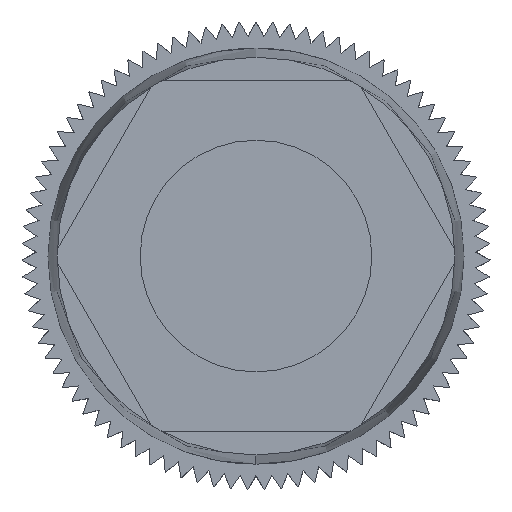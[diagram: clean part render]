
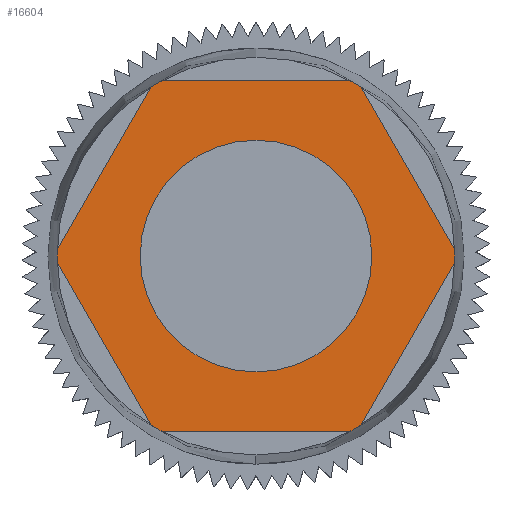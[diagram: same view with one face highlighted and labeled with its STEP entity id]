
A CAD part, front view. The second image highlights one B-rep face of the part: STEP entity #16604.
In plain terms, the highlighted planar face has unit normal (0, -1, 0).
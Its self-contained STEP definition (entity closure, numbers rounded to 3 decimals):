
#440 = CARTESIAN_POINT ( 'NONE',  ( 0., -60., 0. ) ) ;
#586 = EDGE_CURVE ( 'NONE', #14884, #22891, #1082, .T. ) ;
#914 = PLANE ( 'NONE',  #15661 ) ;
#966 = DIRECTION ( 'NONE',  ( 0., -1., 0. ) ) ;
#1082 = CIRCLE ( 'NONE', #19341, 8.5 ) ;
#1238 = ORIENTED_EDGE ( 'NONE', *, *, #2719, .T. ) ;
#1713 = CIRCLE ( 'NONE', #29271, 4.95 ) ;
#1796 = EDGE_CURVE ( 'NONE', #18371, #6909, #3027, .T. ) ;
#2090 = CIRCLE ( 'NONE', #33607, 8.5 ) ;
#2413 = ORIENTED_EDGE ( 'NONE', *, *, #20173, .F. ) ;
#2719 = EDGE_CURVE ( 'NONE', #10227, #19338, #8383, .T. ) ;
#3027 = CIRCLE ( 'NONE', #7593, 8.5 ) ;
#3090 = DIRECTION ( 'NONE',  ( 0., 0., -1. ) ) ;
#3257 = CARTESIAN_POINT ( 'NONE',  ( -6.495, -60., -3.75 ) ) ;
#3546 = CARTESIAN_POINT ( 'NONE',  ( 8.495, -60., -0.286 ) ) ;
#3570 = DIRECTION ( 'NONE',  ( 0., 1., 0. ) ) ;
#3577 = EDGE_LOOP ( 'NONE', ( #20053, #32400, #5526, #10245, #11719, #28888, #13993, #1238, #11591, #8745, #6877, #9886 ) ) ;
#3629 = EDGE_CURVE ( 'NONE', #17777, #32496, #11674, .T. ) ;
#3728 = EDGE_CURVE ( 'NONE', #17777, #24408, #2090, .T. ) ;
#4047 = CARTESIAN_POINT ( 'NONE',  ( 0., -60., -4.95 ) ) ;
#4489 = EDGE_CURVE ( 'NONE', #14884, #18181, #26499, .T. ) ;
#4557 = VERTEX_POINT ( 'NONE', #4047 ) ;
#4845 = DIRECTION ( 'NONE',  ( 0.5, 0., 0.866 ) ) ;
#4939 = AXIS2_PLACEMENT_3D ( 'NONE', #22536, #6662, #25242 ) ;
#5266 = DIRECTION ( 'NONE',  ( -0.5, 0., -0.866 ) ) ;
#5526 = ORIENTED_EDGE ( 'NONE', *, *, #3629, .F. ) ;
#6161 = VECTOR ( 'NONE', #14388, 1000. ) ;
#6202 = CIRCLE ( 'NONE', #20787, 8.5 ) ;
#6662 = DIRECTION ( 'NONE',  ( 0., -1., 0. ) ) ;
#6877 = ORIENTED_EDGE ( 'NONE', *, *, #4489, .F. ) ;
#6909 = VERTEX_POINT ( 'NONE', #7838 ) ;
#7078 = CARTESIAN_POINT ( 'NONE',  ( 0., -60., 0. ) ) ;
#7239 = EDGE_CURVE ( 'NONE', #16490, #32496, #32367, .T. ) ;
#7501 = CARTESIAN_POINT ( 'NONE',  ( 0., -60., 0. ) ) ;
#7593 = AXIS2_PLACEMENT_3D ( 'NONE', #10829, #29315, #13490 ) ;
#7838 = CARTESIAN_POINT ( 'NONE',  ( 4.495, -60., -7.214 ) ) ;
#7936 = DIRECTION ( 'NONE',  ( -1., 0., 0. ) ) ;
#8383 = CIRCLE ( 'NONE', #8482, 8.5 ) ;
#8482 = AXIS2_PLACEMENT_3D ( 'NONE', #7501, #26062, #10178 ) ;
#8745 = ORIENTED_EDGE ( 'NONE', *, *, #24258, .T. ) ;
#8925 = DIRECTION ( 'NONE',  ( 0., -1., 0. ) ) ;
#9069 = CARTESIAN_POINT ( 'NONE',  ( 0., -60., 0. ) ) ;
#9758 = DIRECTION ( 'NONE',  ( 0., 0., -1. ) ) ;
#9886 = ORIENTED_EDGE ( 'NONE', *, *, #586, .T. ) ;
#10178 = DIRECTION ( 'NONE',  ( 0., 0., 1. ) ) ;
#10227 = VERTEX_POINT ( 'NONE', #3546 ) ;
#10245 = ORIENTED_EDGE ( 'NONE', *, *, #3728, .T. ) ;
#10829 = CARTESIAN_POINT ( 'NONE',  ( 0., -60., 0. ) ) ;
#11077 = VECTOR ( 'NONE', #7936, 1000. ) ;
#11547 = VECTOR ( 'NONE', #33702, 1000. ) ;
#11591 = ORIENTED_EDGE ( 'NONE', *, *, #25139, .F. ) ;
#11674 = LINE ( 'NONE', #3257, #25795 ) ;
#11719 = ORIENTED_EDGE ( 'NONE', *, *, #17483, .F. ) ;
#11751 = AXIS2_PLACEMENT_3D ( 'NONE', #440, #19017, #3090 ) ;
#11761 = DIRECTION ( 'NONE',  ( 0., 0., 1. ) ) ;
#13253 = VERTEX_POINT ( 'NONE', #28348 ) ;
#13490 = DIRECTION ( 'NONE',  ( 0., 0., 1. ) ) ;
#13526 = CARTESIAN_POINT ( 'NONE',  ( 8.495, -60., 0.286 ) ) ;
#13993 = ORIENTED_EDGE ( 'NONE', *, *, #33002, .F. ) ;
#14388 = DIRECTION ( 'NONE',  ( 1., 0., 0. ) ) ;
#14427 = EDGE_LOOP ( 'NONE', ( #2413, #31534 ) ) ;
#14602 = VECTOR ( 'NONE', #4845, 1000. ) ;
#14884 = VERTEX_POINT ( 'NONE', #31076 ) ;
#15032 = CARTESIAN_POINT ( 'NONE',  ( -4., -60., -7.5 ) ) ;
#15208 = CARTESIAN_POINT ( 'NONE',  ( 6.495, -60., 3.75 ) ) ;
#15403 = VERTEX_POINT ( 'NONE', #27533 ) ;
#15661 = AXIS2_PLACEMENT_3D ( 'NONE', #32516, #3570, #22112 ) ;
#16490 = VERTEX_POINT ( 'NONE', #26773 ) ;
#16604 = ADVANCED_FACE ( 'NONE', ( #26917, #33924 ), #914, .F. ) ;
#16861 = CARTESIAN_POINT ( 'NONE',  ( 0., -60., 0. ) ) ;
#17483 = EDGE_CURVE ( 'NONE', #18371, #24408, #33012, .T. ) ;
#17777 = VERTEX_POINT ( 'NONE', #22392 ) ;
#18181 = VERTEX_POINT ( 'NONE', #24010 ) ;
#18371 = VERTEX_POINT ( 'NONE', #32758 ) ;
#19017 = DIRECTION ( 'NONE',  ( 0., -1., 0. ) ) ;
#19338 = VERTEX_POINT ( 'NONE', #13526 ) ;
#19341 = AXIS2_PLACEMENT_3D ( 'NONE', #9069, #27599, #11761 ) ;
#19553 = DIRECTION ( 'NONE',  ( 0., 0., 1. ) ) ;
#20053 = ORIENTED_EDGE ( 'NONE', *, *, #27815, .F. ) ;
#20173 = EDGE_CURVE ( 'NONE', #4557, #15403, #1713, .T. ) ;
#20787 = AXIS2_PLACEMENT_3D ( 'NONE', #16861, #966, #19553 ) ;
#21163 = CARTESIAN_POINT ( 'NONE',  ( 0., -60., -7.5 ) ) ;
#21627 = LINE ( 'NONE', #33905, #14602 ) ;
#21691 = DIRECTION ( 'NONE',  ( -0.5, 0., 0.866 ) ) ;
#22112 = DIRECTION ( 'NONE',  ( 0., 0., 1. ) ) ;
#22392 = CARTESIAN_POINT ( 'NONE',  ( -4.495, -60., -7.214 ) ) ;
#22536 = CARTESIAN_POINT ( 'NONE',  ( 0., -60., 0. ) ) ;
#22891 = VERTEX_POINT ( 'NONE', #27813 ) ;
#23510 = LINE ( 'NONE', #23814, #28883 ) ;
#23814 = CARTESIAN_POINT ( 'NONE',  ( 6.495, -60., -3.75 ) ) ;
#24010 = CARTESIAN_POINT ( 'NONE',  ( 4., -60., 7.5 ) ) ;
#24258 = EDGE_CURVE ( 'NONE', #13253, #18181, #6202, .T. ) ;
#24408 = VERTEX_POINT ( 'NONE', #15032 ) ;
#24835 = CARTESIAN_POINT ( 'NONE',  ( 0., -60., 0. ) ) ;
#25139 = EDGE_CURVE ( 'NONE', #13253, #19338, #31824, .T. ) ;
#25242 = DIRECTION ( 'NONE',  ( 0., 0., 1. ) ) ;
#25645 = DIRECTION ( 'NONE',  ( 0., -1., 0. ) ) ;
#25795 = VECTOR ( 'NONE', #21691, 1000. ) ;
#26062 = DIRECTION ( 'NONE',  ( 0., -1., 0. ) ) ;
#26488 = EDGE_CURVE ( 'NONE', #15403, #4557, #32105, .T. ) ;
#26499 = LINE ( 'NONE', #30224, #6161 ) ;
#26773 = CARTESIAN_POINT ( 'NONE',  ( -8.495, -60., 0.286 ) ) ;
#26851 = CARTESIAN_POINT ( 'NONE',  ( -8.495, -60., -0.286 ) ) ;
#26917 = FACE_BOUND ( 'NONE', #14427, .T. ) ;
#27473 = DIRECTION ( 'NONE',  ( 0., 0., 1. ) ) ;
#27533 = CARTESIAN_POINT ( 'NONE',  ( 0., -60., 4.95 ) ) ;
#27599 = DIRECTION ( 'NONE',  ( 0., -1., 0. ) ) ;
#27813 = CARTESIAN_POINT ( 'NONE',  ( -4.495, -60., 7.214 ) ) ;
#27815 = EDGE_CURVE ( 'NONE', #16490, #22891, #21627, .T. ) ;
#28348 = CARTESIAN_POINT ( 'NONE',  ( 4.495, -60., 7.214 ) ) ;
#28883 = VECTOR ( 'NONE', #5266, 1000. ) ;
#28888 = ORIENTED_EDGE ( 'NONE', *, *, #1796, .T. ) ;
#29271 = AXIS2_PLACEMENT_3D ( 'NONE', #7078, #25645, #9758 ) ;
#29315 = DIRECTION ( 'NONE',  ( 0., -1., 0. ) ) ;
#30224 = CARTESIAN_POINT ( 'NONE',  ( 0., -60., 7.5 ) ) ;
#31076 = CARTESIAN_POINT ( 'NONE',  ( -4., -60., 7.5 ) ) ;
#31534 = ORIENTED_EDGE ( 'NONE', *, *, #26488, .F. ) ;
#31824 = LINE ( 'NONE', #15208, #11547 ) ;
#32105 = CIRCLE ( 'NONE', #11751, 4.95 ) ;
#32367 = CIRCLE ( 'NONE', #4939, 8.5 ) ;
#32400 = ORIENTED_EDGE ( 'NONE', *, *, #7239, .T. ) ;
#32496 = VERTEX_POINT ( 'NONE', #26851 ) ;
#32516 = CARTESIAN_POINT ( 'NONE',  ( 0., -60., 0. ) ) ;
#32758 = CARTESIAN_POINT ( 'NONE',  ( 4., -60., -7.5 ) ) ;
#33002 = EDGE_CURVE ( 'NONE', #10227, #6909, #23510, .T. ) ;
#33012 = LINE ( 'NONE', #21163, #11077 ) ;
#33607 = AXIS2_PLACEMENT_3D ( 'NONE', #24835, #8925, #27473 ) ;
#33702 = DIRECTION ( 'NONE',  ( 0.5, 0., -0.866 ) ) ;
#33905 = CARTESIAN_POINT ( 'NONE',  ( -6.495, -60., 3.75 ) ) ;
#33924 = FACE_OUTER_BOUND ( 'NONE', #3577, .T. ) ;
